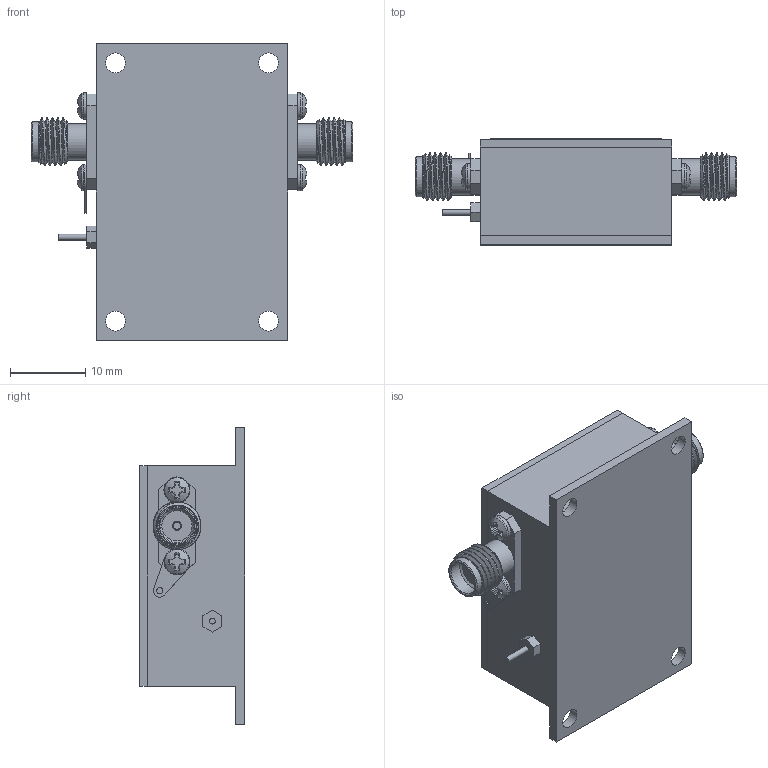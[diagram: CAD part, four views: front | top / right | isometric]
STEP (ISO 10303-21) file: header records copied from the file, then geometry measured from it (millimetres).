
FILE_DESCRIPTION (( 'STEP AP203' ), '1' );
FILE_NAME ('PE15A3004_3D.step', '2021-10-18T19:50:51', ( '' ), ( '' ), 'SwSTEP 2.0', 'SolidWorks 2021', '' );
FILE_SCHEMA (( 'CONFIG_CONTROL_DESIGN' ));
Length unit declared in the file: inch
Products named in the file (1): PE15A3004_3D
Bounding box: 42.67 x 14.05 x 39.37 mm (x, y, z)
Volume: 11152.1 mm3; surface area: 4229.7 mm2
Topology: 1 solids, 7 shells, 218 faces, 537 edges, 353 vertices
Faces by surface type: plane 147, cylinder 31, cone 26, bspline 14
Full cylindrical faces by diameter (mm): 0.61 x1, 0.762 x1, 0.83 x1, 0.94 x4, 1.194 x2, 1.854 x4, 2.642 x4, 3.454 x4, 4.521 x2, 4.826 x2, 5.334 x2
Entity records: 8807 total; most frequent: CARTESIAN_POINT 4042, ORIENTED_EDGE 954, DIRECTION 880, EDGE_CURVE 477, VERTEX_POINT 332, AXIS2_PLACEMENT_3D 318, EDGE_LOOP 287, FACE_OUTER_BOUND 249
